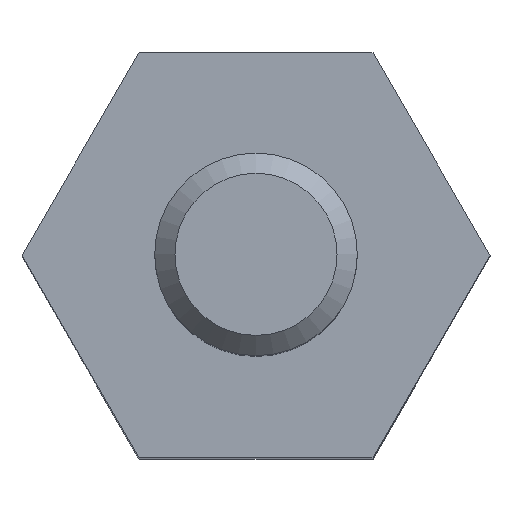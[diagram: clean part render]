
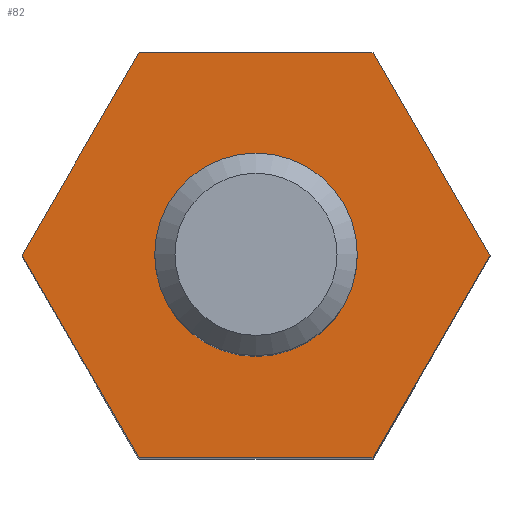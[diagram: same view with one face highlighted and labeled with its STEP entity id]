
A CAD part, top view. The second image highlights one B-rep face of the part: STEP entity #82.
In plain terms, the highlighted planar face has unit normal (0, 0, 1).
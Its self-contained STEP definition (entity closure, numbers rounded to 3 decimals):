
#82 = ADVANCED_FACE( '', ( #173, #174 ), #175, .T. );
#173 = FACE_BOUND( '', #271, .T. );
#174 = FACE_OUTER_BOUND( '', #272, .T. );
#175 = PLANE( '', #273 );
#271 = EDGE_LOOP( '', ( #430 ) );
#272 = EDGE_LOOP( '', ( #431, #432, #433, #434, #435, #436 ) );
#273 = AXIS2_PLACEMENT_3D( '', #437, #438, #439 );
#430 = ORIENTED_EDGE( '', *, *, #553, .T. );
#431 = ORIENTED_EDGE( '', *, *, #551, .T. );
#432 = ORIENTED_EDGE( '', *, *, #510, .T. );
#433 = ORIENTED_EDGE( '', *, *, #530, .T. );
#434 = ORIENTED_EDGE( '', *, *, #540, .T. );
#435 = ORIENTED_EDGE( '', *, *, #516, .T. );
#436 = ORIENTED_EDGE( '', *, *, #545, .T. );
#437 = CARTESIAN_POINT( '', ( 0., 0., 0. ) );
#438 = DIRECTION( '', ( 0., 0., 1. ) );
#439 = DIRECTION( '', ( 1., 0., 0. ) );
#510 = EDGE_CURVE( '', #583, #588, #590, .T. );
#516 = EDGE_CURVE( '', #593, #598, #600, .T. );
#530 = EDGE_CURVE( '', #588, #618, #620, .T. );
#540 = EDGE_CURVE( '', #618, #593, #631, .T. );
#545 = EDGE_CURVE( '', #598, #636, #638, .T. );
#551 = EDGE_CURVE( '', #636, #583, #645, .T. );
#553 = EDGE_CURVE( '', #647, #647, #648, .F. );
#583 = VERTEX_POINT( '', #681 );
#588 = VERTEX_POINT( '', #689 );
#590 = LINE( '', #692, #693 );
#593 = VERTEX_POINT( '', #696 );
#598 = VERTEX_POINT( '', #704 );
#600 = LINE( '', #707, #708 );
#618 = VERTEX_POINT( '', #729 );
#620 = LINE( '', #732, #733 );
#631 = LINE( '', #746, #747 );
#636 = VERTEX_POINT( '', #754 );
#638 = LINE( '', #757, #758 );
#645 = LINE( '', #766, #767 );
#647 = VERTEX_POINT( '', #769 );
#648 = CIRCLE( '', #770, 1.3 );
#681 = CARTESIAN_POINT( '', ( 1.732, -3., 0. ) );
#689 = CARTESIAN_POINT( '', ( 3.464, 0., 0. ) );
#692 = CARTESIAN_POINT( '', ( 1.732, -3., 0. ) );
#693 = VECTOR( '', #811, 1000. );
#696 = CARTESIAN_POINT( '', ( -1.732, 3., 0. ) );
#704 = CARTESIAN_POINT( '', ( -3.464, 0., 0. ) );
#707 = CARTESIAN_POINT( '', ( -1.732, 3., 0. ) );
#708 = VECTOR( '', #816, 1000. );
#729 = CARTESIAN_POINT( '', ( 1.732, 3., 0. ) );
#732 = CARTESIAN_POINT( '', ( 3.464, 0., 0. ) );
#733 = VECTOR( '', #833, 1000. );
#746 = CARTESIAN_POINT( '', ( 1.732, 3., 0. ) );
#747 = VECTOR( '', #842, 1000. );
#754 = CARTESIAN_POINT( '', ( -1.732, -3., 0. ) );
#757 = CARTESIAN_POINT( '', ( -3.464, 0., 0. ) );
#758 = VECTOR( '', #846, 1000. );
#766 = CARTESIAN_POINT( '', ( -1.732, -3., 0. ) );
#767 = VECTOR( '', #851, 1000. );
#769 = CARTESIAN_POINT( '', ( 1.3, 0., 0. ) );
#770 = AXIS2_PLACEMENT_3D( '', #852, #853, #854 );
#811 = DIRECTION( '', ( 0.5, 0.866, 0. ) );
#816 = DIRECTION( '', ( -0.5, -0.866, 0. ) );
#833 = DIRECTION( '', ( -0.5, 0.866, 0. ) );
#842 = DIRECTION( '', ( -1., 0., 0. ) );
#846 = DIRECTION( '', ( 0.5, -0.866, 0. ) );
#851 = DIRECTION( '', ( 1., 0., 0. ) );
#852 = CARTESIAN_POINT( '', ( 0., 0., 0. ) );
#853 = DIRECTION( '', ( 0., 0., 1. ) );
#854 = DIRECTION( '', ( 1., 0., 0. ) );
